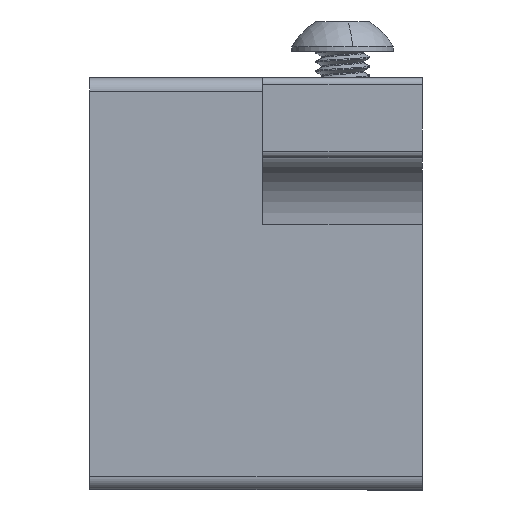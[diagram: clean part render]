
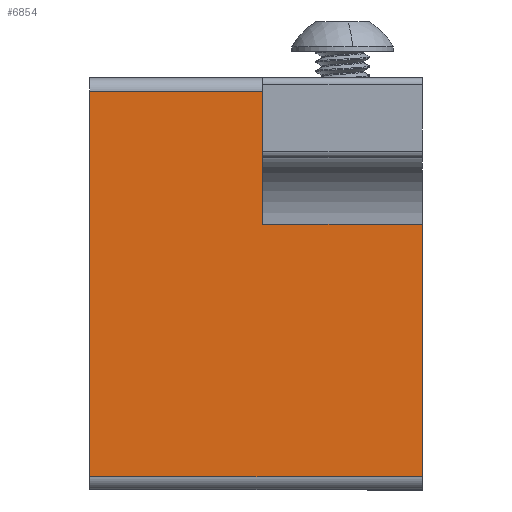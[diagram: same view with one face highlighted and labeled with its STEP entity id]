
A CAD part, front view. The second image highlights one B-rep face of the part: STEP entity #6854.
In plain terms, the highlighted planar face has unit normal (0, -1, 0).
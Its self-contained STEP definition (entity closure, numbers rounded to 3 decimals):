
#36 = VECTOR ( 'NONE', #4534, 1000. ) ;
#98 = VECTOR ( 'NONE', #3870, 1000. ) ;
#109 = VECTOR ( 'NONE', #2802, 1000. ) ;
#339 = VERTEX_POINT ( 'NONE', #6307 ) ;
#577 = ORIENTED_EDGE ( 'NONE', *, *, #625, .T. ) ;
#625 = EDGE_CURVE ( 'Defeatured_0_22+Defeatured_0_49+Defeatured_0_43+Defeatured_0_82', #2191, #5876, #5978, .T. ) ;
#748 = AXIS2_PLACEMENT_3D ( 'NONE', #835, #4592, #4081 ) ;
#835 = CARTESIAN_POINT ( 'NONE',  ( 62.072, 28.788, -78.072 ) ) ;
#976 = VECTOR ( 'NONE', #4847, 1000. ) ;
#1025 = DIRECTION ( 'NONE',  ( 0., 0., 1. ) ) ;
#1071 = ORIENTED_EDGE ( 'NONE', *, *, #5901, .T. ) ;
#1124 = CARTESIAN_POINT ( 'NONE',  ( 62.072, 28.788, -59.135 ) ) ;
#1319 = LINE ( 'NONE', #4802, #976 ) ;
#1457 = CARTESIAN_POINT ( 'NONE',  ( 75.072, 28.788, -59.135 ) ) ;
#2129 = CARTESIAN_POINT ( 'NONE',  ( 75.072, 28.788, -49.135 ) ) ;
#2145 = EDGE_CURVE ( 'Defeatured_0_44+Defeatured_0_22+Defeatured_0_48+Defeatured_0_77', #339, #4119, #2530, .T. ) ;
#2191 = VERTEX_POINT ( 'NONE', #3417 ) ;
#2489 = ORIENTED_EDGE ( 'NONE', *, *, #3237, .T. ) ;
#2497 = EDGE_CURVE ( 'Defeatured_0_22+Defeatured_0_82+Defeatured_0_49+Defeatured_0_77', #5876, #4409, #5861, .T. ) ;
#2530 = LINE ( 'NONE', #4985, #3649 ) ;
#2749 = CARTESIAN_POINT ( 'NONE',  ( 62.072, 28.788, -78.072 ) ) ;
#2802 = DIRECTION ( 'NONE',  ( -1., 0., 0. ) ) ;
#3142 = LINE ( 'NONE', #5451, #98 ) ;
#3156 = EDGE_LOOP ( 'NONE', ( #577, #4070, #1071, #4307, #4076, #2489 ) ) ;
#3237 = EDGE_CURVE ( 'Defeatured_0_22+Defeatured_0_43+Defeatured_0_48+Defeatured_0_49', #5904, #2191, #5948, .T. ) ;
#3417 = CARTESIAN_POINT ( 'NONE',  ( 87.072, 28.788, -78.072 ) ) ;
#3514 = PLANE ( 'NONE',  #748 ) ;
#3642 = FACE_OUTER_BOUND ( 'NONE', #3156, .T. ) ;
#3649 = VECTOR ( 'NONE', #3878, 1000. ) ;
#3870 = DIRECTION ( 'NONE',  ( 0., 0., 1. ) ) ;
#3878 = DIRECTION ( 'NONE',  ( 1., 0., 0. ) ) ;
#4042 = EDGE_CURVE ( 'Defeatured_0_48+Defeatured_0_22+Defeatured_0_43+Defeatured_0_44', #5904, #339, #1319, .T. ) ;
#4070 = ORIENTED_EDGE ( 'NONE', *, *, #2497, .T. ) ;
#4076 = ORIENTED_EDGE ( 'NONE', *, *, #4042, .F. ) ;
#4081 = DIRECTION ( 'NONE',  ( 0., 0., -1. ) ) ;
#4119 = VERTEX_POINT ( 'NONE', #2129 ) ;
#4307 = ORIENTED_EDGE ( 'NONE', *, *, #2145, .F. ) ;
#4409 = VERTEX_POINT ( 'NONE', #1457 ) ;
#4534 = DIRECTION ( 'NONE',  ( 1., 0., 0. ) ) ;
#4592 = DIRECTION ( 'NONE',  ( 0., 1., 0. ) ) ;
#4606 = CARTESIAN_POINT ( 'NONE',  ( 62.072, 28.788, -78.072 ) ) ;
#4782 = VECTOR ( 'NONE', #1025, 1000. ) ;
#4802 = CARTESIAN_POINT ( 'NONE',  ( 62.072, 28.788, -78.072 ) ) ;
#4847 = DIRECTION ( 'NONE',  ( 0., 0., 1. ) ) ;
#4876 = CARTESIAN_POINT ( 'NONE',  ( 87.072, 28.788, -78.072 ) ) ;
#4985 = CARTESIAN_POINT ( 'NONE',  ( 62.072, 28.788, -49.135 ) ) ;
#5451 = CARTESIAN_POINT ( 'NONE',  ( 75.072, 28.788, -78.072 ) ) ;
#5861 = LINE ( 'NONE', #1124, #109 ) ;
#5876 = VERTEX_POINT ( 'NONE', #6051 ) ;
#5901 = EDGE_CURVE ( 'Defeatured_0_22+Defeatured_0_77+Defeatured_0_82+Defeatured_0_44', #4409, #4119, #3142, .T. ) ;
#5904 = VERTEX_POINT ( 'NONE', #2749 ) ;
#5948 = LINE ( 'NONE', #4606, #36 ) ;
#5978 = LINE ( 'NONE', #4876, #4782 ) ;
#6051 = CARTESIAN_POINT ( 'NONE',  ( 87.072, 28.788, -59.135 ) ) ;
#6307 = CARTESIAN_POINT ( 'NONE',  ( 62.072, 28.788, -49.135 ) ) ;
#6854 = ADVANCED_FACE ( 'Defeatured_0_22', ( #3642 ), #3514, .F. ) ;
